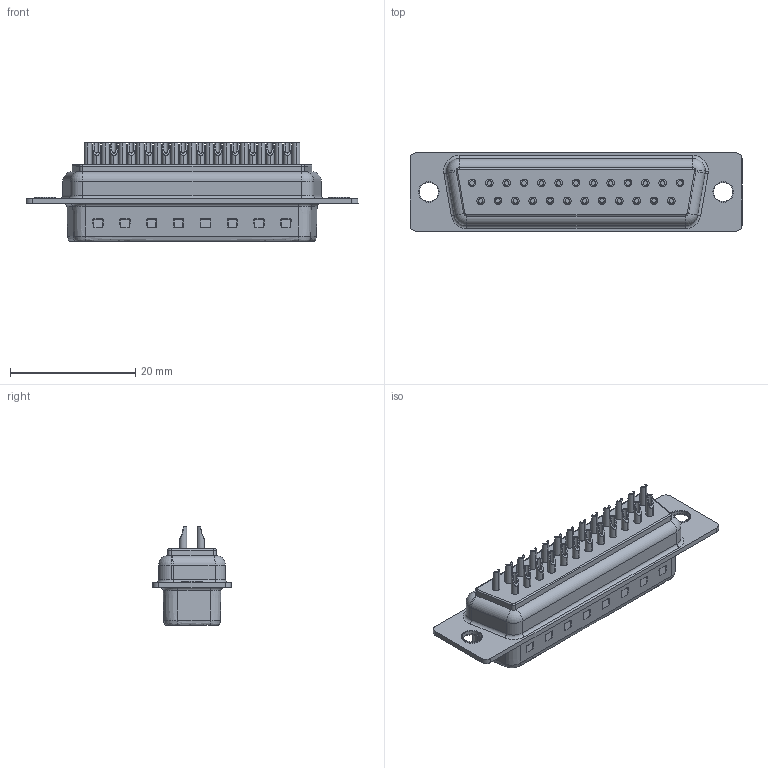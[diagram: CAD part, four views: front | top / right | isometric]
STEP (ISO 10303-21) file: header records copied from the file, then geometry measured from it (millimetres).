
FILE_DESCRIPTION (( 'STEP AP214' ), '1' );
FILE_NAME ('FDM2503-M0WS103W1K-REF.STEP', '2025-05-21T08:46:31', ( '' ), ( '' ), 'SwSTEP 2.0', 'SolidWorks 2021', '' );
FILE_SCHEMA (( 'AUTOMOTIVE_DESIGN' ));
Length unit declared in the file: millimetre
Products named in the file (1): FDM2503-M0WS103W1K-REF
Bounding box: 53.04 x 12.55 x 15.7 mm (x, y, z)
Volume: 2935.8 mm3; surface area: 4150.8 mm2
Topology: 1 solids, 2 shells, 910 faces, 2222 edges, 1321 vertices
Faces by surface type: cylinder 468, plane 213, bspline 102, sphere 80, torus 37, cone 10
Entity records: 28301 total; most frequent: CARTESIAN_POINT 8750, ORIENTED_EDGE 4138, DIRECTION 4069, EDGE_CURVE 2069, AXIS2_PLACEMENT_3D 1607, VERTEX_POINT 1248, EDGE_LOOP 1001, ADVANCED_FACE 910
